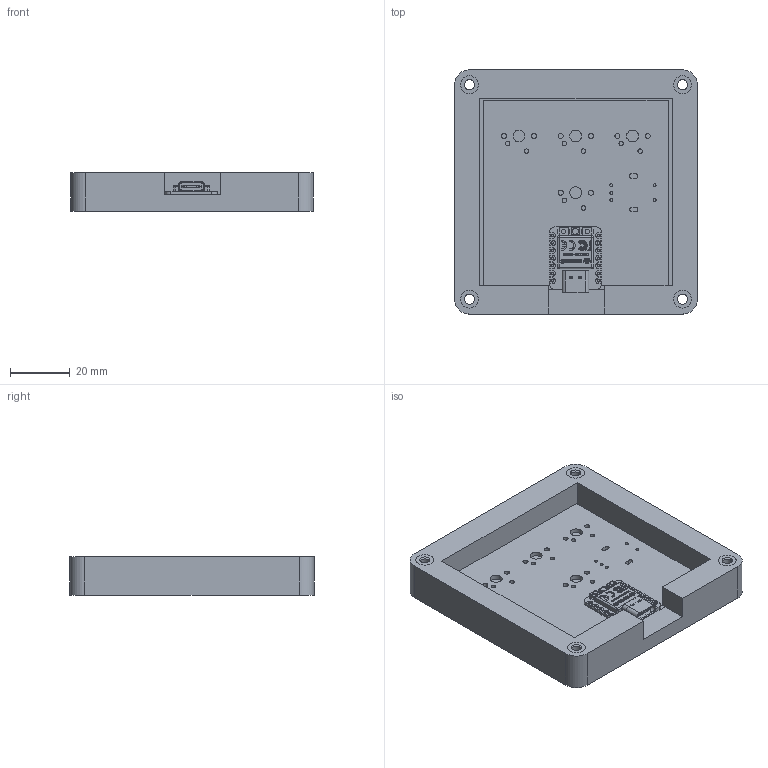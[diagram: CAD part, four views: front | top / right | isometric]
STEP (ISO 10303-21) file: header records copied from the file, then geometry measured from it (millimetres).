
FILE_DESCRIPTION(/* description */ (''),/* implementation_level */ '2;1');
FILE_NAME(/* name */ 'ZetaPadFrame.step',/* time_stamp */ '2025-12-03T22:07:29-05:00',/* author */ (''),/* organization */ (''),/* preprocessor_version */ 'ST-DEVELOPER v20.1',/* originating_system */ 'Autodesk Translation Framework v14.21.0.0',/* authorisation */ '');
FILE_SCHEMA (('AUTOMOTIVE_DESIGN { 1 0 10303 214 3 1 1 }'));
Length unit declared in the file: millimetre
Products named in the file (14): 2025-12-03-16-55-59-279; ZetaPad_circuits.step; KicadProjects_PCB; 2025-12-04-01-59-10-323; 2025-12-04-01-59-10-324; 2025-12-04-01-59-10-325; 2025-12-04-01-59-10-326; 2025-12-04-01-59-10-327; 2025-12-04-01-59-10-328; 2025-12-04-01-59-10-329; 2025-12-04-01-59-10-330; 2025-12-04-01-59-10-331; 2025-12-04-01-59-10-332; 2025-12-04-01-59-10-333
Assembly tree (13 placements, depth 5):
  2025-12-03-16-55-59-279
    ZetaPad_circuits.step
      KicadProjects_PCB
    2025-12-04-01-59-10-323
      2025-12-04-01-59-10-324
        2025-12-04-01-59-10-325
        2025-12-04-01-59-10-326
        2025-12-04-01-59-10-327
          2025-12-04-01-59-10-328
          2025-12-04-01-59-10-329
          2025-12-04-01-59-10-330
          2025-12-04-01-59-10-331
          2025-12-04-01-59-10-332
        2025-12-04-01-59-10-333
Bounding box: 81.47 x 81.91 x 13.1 mm (x, y, z)
Volume: 50440.1 mm3; surface area: 31181.9 mm2
Topology: 93 solids, 93 shells, 1360 faces, 3409 edges, 2234 vertices
Faces by surface type: plane 887, cylinder 250, bspline 195, torus 12, sphere 10, cone 6
Full cylindrical faces by diameter (mm): 0.4 x1, 0.5 x2, 0.8 x14, 0.889 x14, 1 x5, 1.5 x10, 1.7 x8, 2 x1, 3.4 x12, 4 x4, 6 x16
Entity records: 41646 total; most frequent: CARTESIAN_POINT 9641, ORIENTED_EDGE 6802, DIRECTION 5917, EDGE_CURVE 3401, LINE 2491, VECTOR 2491, VERTEX_POINT 2234, AXIS2_PLACEMENT_3D 1713
